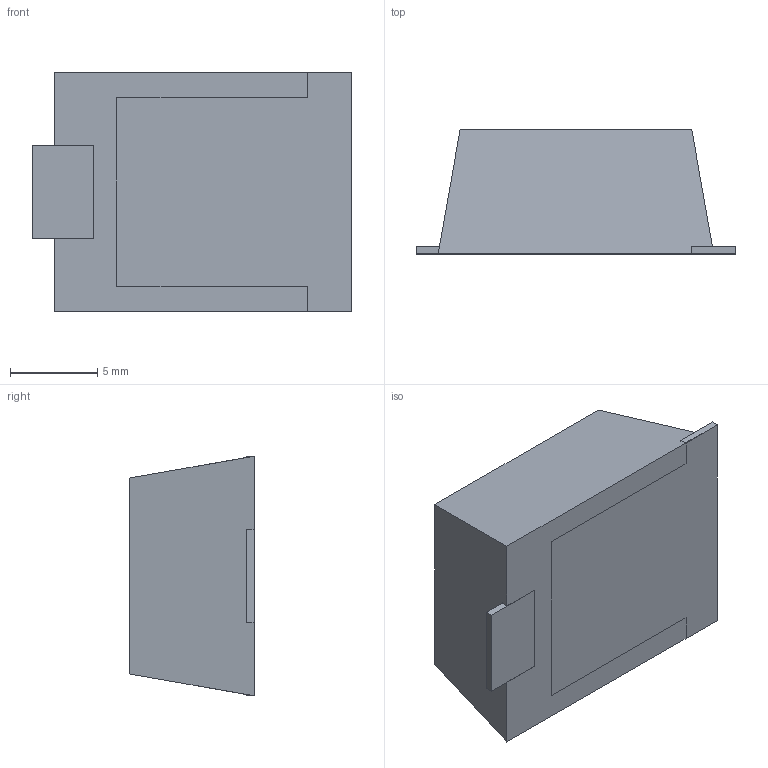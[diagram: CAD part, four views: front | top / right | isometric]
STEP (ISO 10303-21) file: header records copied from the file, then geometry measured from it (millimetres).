
FILE_DESCRIPTION (( 'STEP AP203' ), '1' );
FILE_NAME ('SMD_PTVS.STEP', '2017-03-01T11:56:23', ( '' ), ( '' ), 'SwSTEP 2.0', 'SolidWorks 2012', '' );
FILE_SCHEMA (( 'CONFIG_CONTROL_DESIGN' ));
Length unit declared in the file: millimetre
Products named in the file (3): SMD_PTVS; Part2; Part1
Assembly tree (2 placements, depth 2):
  SMD_PTVS
    Part1
    Part2
Bounding box: 18.31 x 7.1 x 13.72 mm (x, y, z)
Volume: 1298.3 mm3; surface area: 1135.2 mm2
Topology: 3 solids, 3 shells, 37 faces, 90 edges, 60 vertices
Faces by surface type: plane 35, cylinder 2
Entity records: 1371 total; most frequent: CARTESIAN_POINT 192, ORIENTED_EDGE 180, DIRECTION 178, EDGE_CURVE 90, VECTOR 86, LINE 86, VERTEX_POINT 60, AXIS2_PLACEMENT_3D 46
